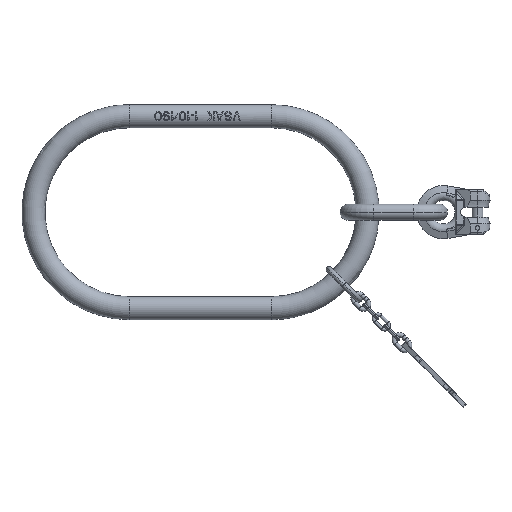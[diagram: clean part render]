
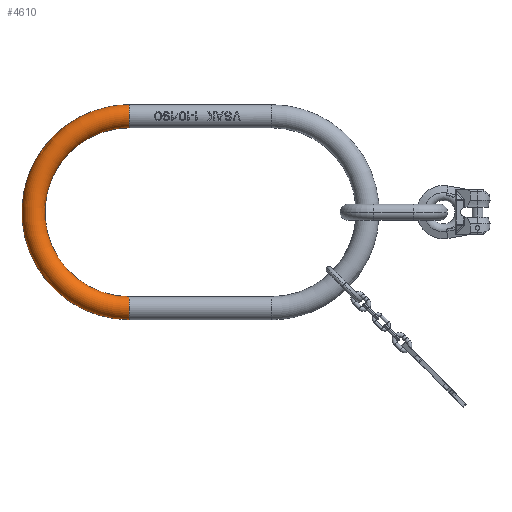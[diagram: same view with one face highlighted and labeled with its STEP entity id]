
A CAD part, top view. The second image highlights one B-rep face of the part: STEP entity #4610.
In plain terms, the highlighted toroidal (fillet/blend) face has major radius 108 mm and minor radius 13 mm.
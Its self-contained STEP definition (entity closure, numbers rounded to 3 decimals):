
#132=CARTESIAN_POINT('',(95.,-108.,0.));
#133=DIRECTION('',(-1.,0.,0.));
#134=DIRECTION('',(0.,-1.,0.));
#135=AXIS2_PLACEMENT_3D('',#132,#133,#134);
#137=CARTESIAN_POINT('',(95.,-121.,0.));
#138=CARTESIAN_POINT('',(92.12,-121.,0.));
#139=CARTESIAN_POINT('',(86.361,-120.794,0.));
#140=CARTESIAN_POINT('',(77.765,-119.87,0.));
#141=CARTESIAN_POINT('',(69.258,-118.335,0.));
#142=CARTESIAN_POINT('',(60.881,-116.197,0.));
#143=CARTESIAN_POINT('',(52.679,-113.467,0.));
#144=CARTESIAN_POINT('',(44.692,-110.159,0.));
#145=CARTESIAN_POINT('',(36.962,-106.289,0.));
#146=CARTESIAN_POINT('',(29.527,-101.878,0.));
#147=CARTESIAN_POINT('',(22.426,-96.948,0.));
#148=CARTESIAN_POINT('',(15.694,-91.523,0.));
#149=CARTESIAN_POINT('',(9.367,-85.633,0.));
#150=CARTESIAN_POINT('',(3.477,-79.306,0.));
#151=CARTESIAN_POINT('',(-1.948,-72.574,0.));
#152=CARTESIAN_POINT('',(-6.878,-65.473,0.));
#153=CARTESIAN_POINT('',(-11.289,-58.038,0.));
#154=CARTESIAN_POINT('',(-15.159,-50.308,0.));
#155=CARTESIAN_POINT('',(-18.467,-42.321,0.));
#156=CARTESIAN_POINT('',(-21.197,-34.119,0.));
#157=CARTESIAN_POINT('',(-23.335,-25.742,0.));
#158=CARTESIAN_POINT('',(-24.87,-17.235,0.));
#159=CARTESIAN_POINT('',(-25.794,-8.639,0.));
#160=CARTESIAN_POINT('',(-26.103,0.,0.));
#161=CARTESIAN_POINT('',(-25.794,8.639,0.));
#162=CARTESIAN_POINT('',(-24.87,17.235,0.));
#163=CARTESIAN_POINT('',(-23.335,25.742,0.));
#164=CARTESIAN_POINT('',(-21.197,34.119,0.));
#165=CARTESIAN_POINT('',(-18.467,42.321,0.));
#166=CARTESIAN_POINT('',(-15.159,50.308,0.));
#167=CARTESIAN_POINT('',(-11.289,58.038,0.));
#168=CARTESIAN_POINT('',(-6.878,65.473,0.));
#169=CARTESIAN_POINT('',(-1.948,72.574,0.));
#170=CARTESIAN_POINT('',(3.477,79.306,0.));
#171=CARTESIAN_POINT('',(9.367,85.633,0.));
#172=CARTESIAN_POINT('',(15.694,91.523,0.));
#173=CARTESIAN_POINT('',(22.426,96.948,0.));
#174=CARTESIAN_POINT('',(29.527,101.878,0.));
#175=CARTESIAN_POINT('',(36.962,106.289,0.));
#176=CARTESIAN_POINT('',(44.692,110.159,0.));
#177=CARTESIAN_POINT('',(52.679,113.467,0.));
#178=CARTESIAN_POINT('',(60.881,116.197,0.));
#179=CARTESIAN_POINT('',(69.258,118.335,0.));
#180=CARTESIAN_POINT('',(77.765,119.87,0.));
#181=CARTESIAN_POINT('',(86.361,120.794,0.));
#182=CARTESIAN_POINT('',(92.12,121.,0.));
#183=CARTESIAN_POINT('',(95.,121.,0.));
#185=CARTESIAN_POINT('',(95.,108.,0.));
#186=DIRECTION('',(1.,0.,0.));
#187=DIRECTION('',(0.,1.,0.));
#188=AXIS2_PLACEMENT_3D('',#185,#186,#187);
#3304=CARTESIAN_POINT('',(95.,-95.,0.));
#3305=CARTESIAN_POINT('',(92.631,-95.,0.));
#3306=CARTESIAN_POINT('',(87.894,-94.823,0.));
#3307=CARTESIAN_POINT('',(80.828,-94.027,0.));
#3308=CARTESIAN_POINT('',(73.841,-92.705,0.));
#3309=CARTESIAN_POINT('',(66.972,-90.864,0.));
#3310=CARTESIAN_POINT('',(60.26,-88.516,0.));
#3311=CARTESIAN_POINT('',(53.743,-85.672,0.));
#3312=CARTESIAN_POINT('',(47.456,-82.349,0.));
#3313=CARTESIAN_POINT('',(41.435,-78.566,0.));
#3314=CARTESIAN_POINT('',(35.713,-74.343,0.));
#3315=CARTESIAN_POINT('',(30.323,-69.705,0.));
#3316=CARTESIAN_POINT('',(25.295,-64.677,0.));
#3317=CARTESIAN_POINT('',(20.657,-59.287,0.));
#3318=CARTESIAN_POINT('',(16.434,-53.565,0.));
#3319=CARTESIAN_POINT('',(12.651,-47.544,0.));
#3320=CARTESIAN_POINT('',(9.328,-41.257,0.));
#3321=CARTESIAN_POINT('',(6.484,-34.74,0.));
#3322=CARTESIAN_POINT('',(4.136,-28.028,0.));
#3323=CARTESIAN_POINT('',(2.295,-21.159,0.));
#3324=CARTESIAN_POINT('',(0.973,-14.172,0.));
#3325=CARTESIAN_POINT('',(0.177,-7.106,0.));
#3326=CARTESIAN_POINT('',(-0.089,0.,0.));
#3327=CARTESIAN_POINT('',(0.177,7.106,0.));
#3328=CARTESIAN_POINT('',(0.973,14.172,0.));
#3329=CARTESIAN_POINT('',(2.295,21.159,0.));
#3330=CARTESIAN_POINT('',(4.136,28.028,0.));
#3331=CARTESIAN_POINT('',(6.484,34.74,0.));
#3332=CARTESIAN_POINT('',(9.328,41.257,0.));
#3333=CARTESIAN_POINT('',(12.651,47.544,0.));
#3334=CARTESIAN_POINT('',(16.434,53.565,0.));
#3335=CARTESIAN_POINT('',(20.657,59.287,0.));
#3336=CARTESIAN_POINT('',(25.295,64.677,0.));
#3337=CARTESIAN_POINT('',(30.323,69.705,0.));
#3338=CARTESIAN_POINT('',(35.713,74.343,0.));
#3339=CARTESIAN_POINT('',(41.435,78.566,0.));
#3340=CARTESIAN_POINT('',(47.456,82.349,0.));
#3341=CARTESIAN_POINT('',(53.743,85.672,0.));
#3342=CARTESIAN_POINT('',(60.26,88.516,0.));
#3343=CARTESIAN_POINT('',(66.972,90.864,0.));
#3344=CARTESIAN_POINT('',(73.841,92.705,0.));
#3345=CARTESIAN_POINT('',(80.828,94.027,0.));
#3346=CARTESIAN_POINT('',(87.894,94.823,0.));
#3347=CARTESIAN_POINT('',(92.631,95.,0.));
#3348=CARTESIAN_POINT('',(95.,95.,0.));
#3364=CARTESIAN_POINT('',(95.,121.,0.));
#3365=CARTESIAN_POINT('',(95.,95.,0.));
#3366=VERTEX_POINT('',#3364);
#3367=VERTEX_POINT('',#3365);
#3376=CARTESIAN_POINT('',(95.,-121.,0.));
#3377=CARTESIAN_POINT('',(95.,-95.,0.));
#3378=VERTEX_POINT('',#3376);
#3379=VERTEX_POINT('',#3377);
#4596=CARTESIAN_POINT('',(95.,0.,0.));
#4597=DIRECTION('',(0.,0.,-1.));
#4598=DIRECTION('',(0.,1.,0.));
#4599=AXIS2_PLACEMENT_3D('',#4596,#4597,#4598);
#4600=TOROIDAL_SURFACE('',#4599,108.,13.);
#4602=ORIENTED_EDGE('',*,*,#4601,.F.);
#4604=ORIENTED_EDGE('',*,*,#4603,.T.);
#4605=ORIENTED_EDGE('',*,*,#4157,.T.);
#4607=ORIENTED_EDGE('',*,*,#4606,.F.);
#4608=EDGE_LOOP('',(#4602,#4604,#4605,#4607));
#4609=FACE_OUTER_BOUND('',#4608,.F.);
#4610=ADVANCED_FACE('',(#4609),#4600,.T.);
#136=CIRCLE('',#135,13.);
#184=B_SPLINE_CURVE_WITH_KNOTS('',3,(#137,#138,#139,#140,#141,#142,#143,#144,
#145,#146,#147,#148,#149,#150,#151,#152,#153,#154,#155,#156,#157,#158,#159,#160,
#161,#162,#163,#164,#165,#166,#167,#168,#169,#170,#171,#172,#173,#174,#175,#176,
#177,#178,#179,#180,#181,#182,#183),.UNSPECIFIED.,.F.,.F.,(4,1,1,1,1,1,1,1,1,1,
1,1,1,1,1,1,1,1,1,1,1,1,1,1,1,1,1,1,1,1,1,1,1,1,1,1,1,1,1,1,1,1,1,1,4),(0.,
0.023,0.045,0.068,0.091,
0.114,0.136,0.159,0.182,
0.205,0.227,0.25,0.273,0.295,
0.318,0.341,0.364,0.386,
0.409,0.432,0.455,0.477,0.5,
0.523,0.545,0.568,0.591,
0.614,0.636,0.659,0.682,
0.705,0.727,0.75,0.773,0.795,
0.818,0.841,0.864,0.886,
0.909,0.932,0.955,0.977,1.),
.UNSPECIFIED.);
#189=CIRCLE('',#188,13.);
#3349=B_SPLINE_CURVE_WITH_KNOTS('',3,(#3304,#3305,#3306,#3307,#3308,#3309,#3310,
#3311,#3312,#3313,#3314,#3315,#3316,#3317,#3318,#3319,#3320,#3321,#3322,#3323,
#3324,#3325,#3326,#3327,#3328,#3329,#3330,#3331,#3332,#3333,#3334,#3335,#3336,
#3337,#3338,#3339,#3340,#3341,#3342,#3343,#3344,#3345,#3346,#3347,#3348),
.UNSPECIFIED.,.F.,.F.,(4,1,1,1,1,1,1,1,1,1,1,1,1,1,1,1,1,1,1,1,1,1,1,1,1,1,1,1,
1,1,1,1,1,1,1,1,1,1,1,1,1,1,4),(0.,0.024,0.048,
0.071,0.095,0.119,0.143,
0.167,0.19,0.214,0.238,
0.262,0.286,0.31,0.333,
0.357,0.381,0.405,0.429,
0.452,0.476,0.5,0.524,0.548,
0.571,0.595,0.619,0.643,
0.667,0.69,0.714,0.738,
0.762,0.786,0.81,0.833,
0.857,0.881,0.905,0.929,
0.952,0.976,1.),.UNSPECIFIED.);
#4157=EDGE_CURVE('',#3366,#3367,#189,.T.);
#4601=EDGE_CURVE('',#3378,#3379,#136,.T.);
#4603=EDGE_CURVE('',#3378,#3366,#184,.T.);
#4606=EDGE_CURVE('',#3379,#3367,#3349,.T.);
